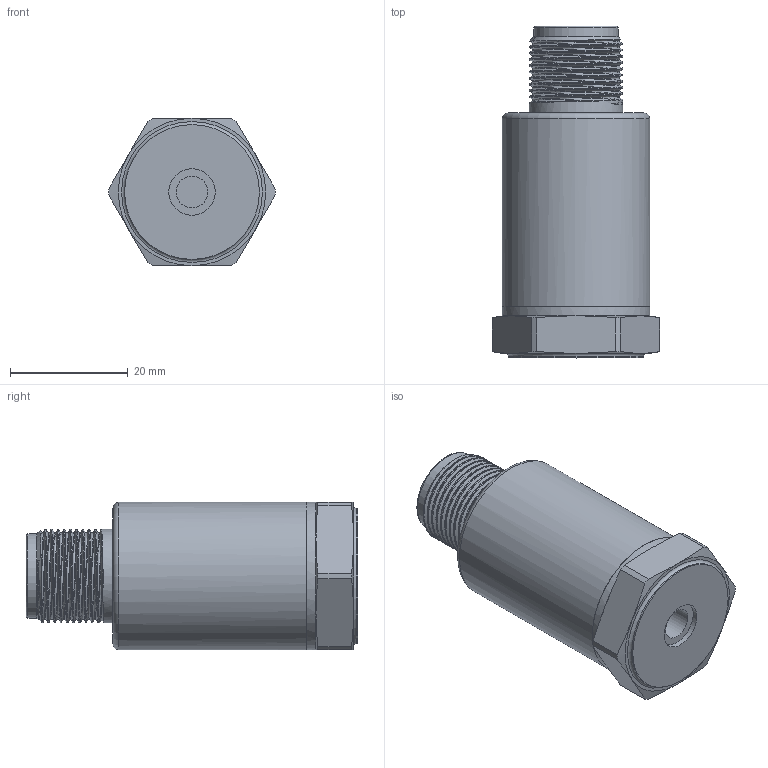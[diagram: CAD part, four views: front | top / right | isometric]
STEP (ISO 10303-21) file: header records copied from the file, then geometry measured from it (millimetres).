
FILE_DESCRIPTION(/* description */ (''),/* implementation_level */ '2;1');
FILE_NAME(/* name */ 'MASTER_MOLDED_STANDARD_TOP_EXIT_2PIN.stp',/* time_stamp */ '2024-07-29T14:58:05-04:00',/* author */ ('cthayer'),/* organization */ ('CONNECTION TECHNOLOGY CENTER'),/* preprocessor_version */ 'ST-DEVELOPER v20',/* originating_system */ 'Autodesk Inventor 2025',/* authorisation */ '');
FILE_SCHEMA (('AUTOMOTIVE_DESIGN { 1 0 10303 214 3 1 1 }'));
Length unit declared in the file: inch
Products named in the file (1): MA202-1A
Bounding box: 28.32 x 56.26 x 25 mm (x, y, z)
Volume: 21441.1 mm3; surface area: 6173.7 mm2
Topology: 1 solids, 1 shells, 575 faces, 1645 edges, 1090 vertices
Faces by surface type: plane 490, cylinder 34, bspline 30, cone 17, torus 4
Full cylindrical faces by diameter (mm): 1.6 x2, 5.359 x1, 7.874 x1, 12.319 x1, 14.275 x1, 15.875 x1, 22.86 x1, 24.994 x1, 25 x1
Entity records: 23459 total; most frequent: CARTESIAN_POINT 8333, ORIENTED_EDGE 3288, DIRECTION 2742, EDGE_CURVE 1644, LINE 1450, VECTOR 1450, VERTEX_POINT 1090, AXIS2_PLACEMENT_3D 646
